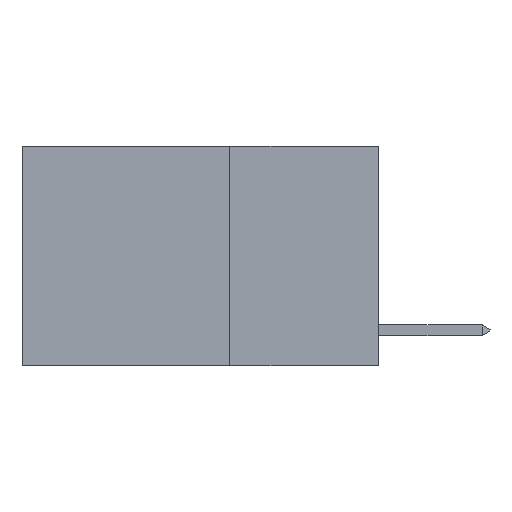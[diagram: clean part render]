
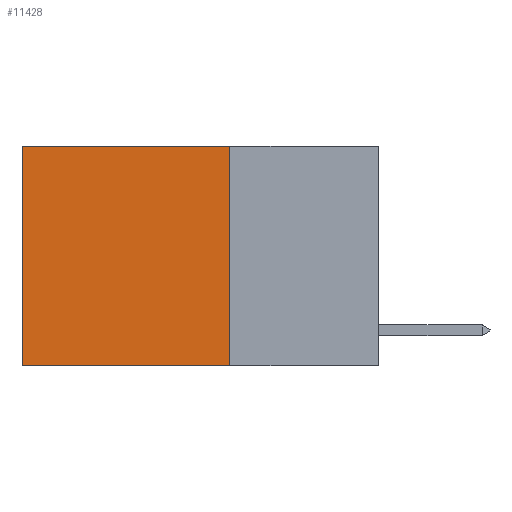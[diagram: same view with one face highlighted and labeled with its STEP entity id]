
A CAD part, left-side view. The second image highlights one B-rep face of the part: STEP entity #11428.
In plain terms, the highlighted planar face has unit normal (-1, 0, 0).
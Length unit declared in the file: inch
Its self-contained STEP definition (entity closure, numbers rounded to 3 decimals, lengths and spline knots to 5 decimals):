
#34 = LINE ( 'NONE', #15834, #13416 ) ;
#112 = CARTESIAN_POINT ( 'NONE',  ( 0.2625, 0.25, 0. ) ) ;
#565 = DIRECTION ( 'NONE',  ( 0., 1., 0. ) ) ;
#1475 = CARTESIAN_POINT ( 'NONE',  ( 0.2625, 0.25, 0. ) ) ;
#1493 = EDGE_LOOP ( 'NONE', ( #6818, #8631, #4827, #16408 ) ) ;
#1621 = EDGE_CURVE ( 'NONE', #17764, #10703, #34, .T. ) ;
#1648 = EDGE_CURVE ( 'NONE', #3001, #18842, #11313, .T. ) ;
#3001 = VERTEX_POINT ( 'NONE', #7819 ) ;
#3457 = EDGE_CURVE ( 'NONE', #18842, #10703, #19181, .T. ) ;
#3605 = VECTOR ( 'NONE', #14280, 39.37008 ) ;
#4827 = ORIENTED_EDGE ( 'NONE', *, *, #1648, .F. ) ;
#6215 = CARTESIAN_POINT ( 'NONE',  ( 0.2625, 0.6, 0. ) ) ;
#6584 = DIRECTION ( 'NONE',  ( 0., 0., -1. ) ) ;
#6671 = FACE_OUTER_BOUND ( 'NONE', #1493, .T. ) ;
#6763 = CARTESIAN_POINT ( 'NONE',  ( 0.2625, 0.25, -0.37 ) ) ;
#6818 = ORIENTED_EDGE ( 'NONE', *, *, #1621, .T. ) ;
#7819 = CARTESIAN_POINT ( 'NONE',  ( 0.2625, 0.25, 0. ) ) ;
#7938 = CARTESIAN_POINT ( 'NONE',  ( 0.2625, 0.6, -0.37 ) ) ;
#8000 = LINE ( 'NONE', #112, #3605 ) ;
#8631 = ORIENTED_EDGE ( 'NONE', *, *, #3457, .F. ) ;
#10202 = AXIS2_PLACEMENT_3D ( 'NONE', #12648, #14683, #11305 ) ;
#10703 = VERTEX_POINT ( 'NONE', #7938 ) ;
#11064 = EDGE_CURVE ( 'NONE', #3001, #17764, #8000, .T. ) ;
#11305 = DIRECTION ( 'NONE',  ( 0., 0., -1. ) ) ;
#11313 = LINE ( 'NONE', #1475, #18024 ) ;
#11354 = CARTESIAN_POINT ( 'NONE',  ( 0.2625, 0.25, -0.37 ) ) ;
#11401 = PLANE ( 'NONE',  #10202 ) ;
#11428 = ADVANCED_FACE ( 'NONE', ( #6671 ), #11401, .F. ) ;
#12648 = CARTESIAN_POINT ( 'NONE',  ( 0.2625, 0.25, 0. ) ) ;
#13416 = VECTOR ( 'NONE', #14299, 39.37008 ) ;
#14280 = DIRECTION ( 'NONE',  ( 0., 1., 0. ) ) ;
#14299 = DIRECTION ( 'NONE',  ( 0., 0., -1. ) ) ;
#14429 = VECTOR ( 'NONE', #565, 39.37008 ) ;
#14683 = DIRECTION ( 'NONE',  ( 1., 0., 0. ) ) ;
#15834 = CARTESIAN_POINT ( 'NONE',  ( 0.2625, 0.6, 0. ) ) ;
#16408 = ORIENTED_EDGE ( 'NONE', *, *, #11064, .T. ) ;
#17764 = VERTEX_POINT ( 'NONE', #6215 ) ;
#18024 = VECTOR ( 'NONE', #6584, 39.37008 ) ;
#18842 = VERTEX_POINT ( 'NONE', #6763 ) ;
#19181 = LINE ( 'NONE', #11354, #14429 ) ;
